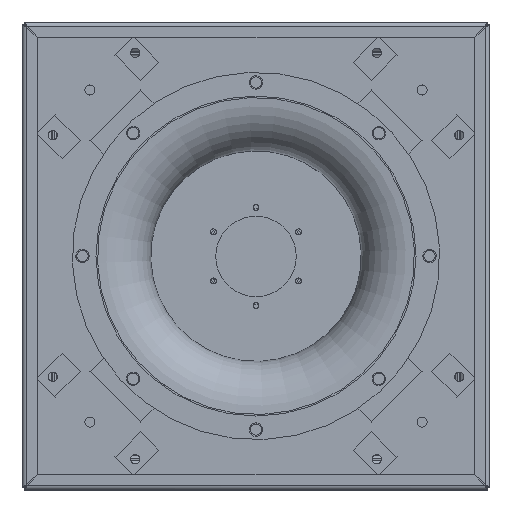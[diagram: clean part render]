
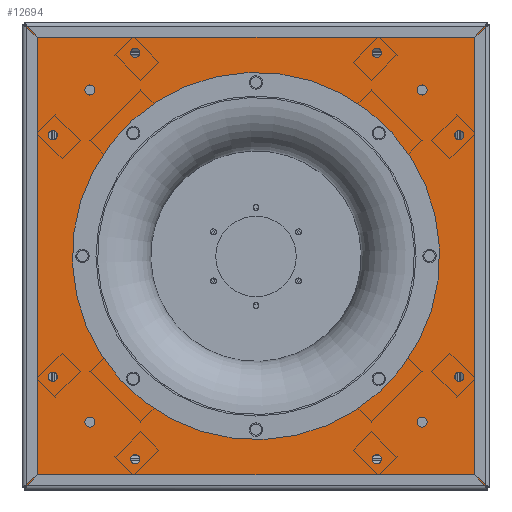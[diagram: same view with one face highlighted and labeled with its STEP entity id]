
A CAD part, top view. The second image highlights one B-rep face of the part: STEP entity #12694.
In plain terms, the highlighted planar face has unit normal (0, 0, 1).
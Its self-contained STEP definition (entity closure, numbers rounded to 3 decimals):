
#12694=ADVANCED_FACE('',(#32409,#32411,#32413,#32415,#32417,#32419,#32421,#32423,
#32425,#32427,#32429,#32431,#32433,#32435),#32437,.T.);
#32409=FACE_BOUND('',#32410,.T.);
#32410=EDGE_LOOP('',(#47552,#47553,#47554,#47555));
#32411=FACE_BOUND('',#32412,.T.);
#32412=EDGE_LOOP('',(#47556));
#32413=FACE_BOUND('',#32414,.T.);
#32414=EDGE_LOOP('',(#47557));
#32415=FACE_BOUND('',#32416,.T.);
#32416=EDGE_LOOP('',(#47558));
#32417=FACE_BOUND('',#32418,.T.);
#32418=EDGE_LOOP('',(#47559));
#32419=FACE_BOUND('',#32420,.T.);
#32420=EDGE_LOOP('',(#47560));
#32421=FACE_BOUND('',#32422,.T.);
#32422=EDGE_LOOP('',(#47561));
#32423=FACE_BOUND('',#32424,.T.);
#32424=EDGE_LOOP('',(#47562));
#32425=FACE_BOUND('',#32426,.T.);
#32426=EDGE_LOOP('',(#47563));
#32427=FACE_BOUND('',#32428,.T.);
#32428=EDGE_LOOP('',(#47564));
#32429=FACE_BOUND('',#32430,.T.);
#32430=EDGE_LOOP('',(#47565));
#32431=FACE_BOUND('',#32432,.T.);
#32432=EDGE_LOOP('',(#47566));
#32433=FACE_BOUND('',#32434,.T.);
#32434=EDGE_LOOP('',(#47567));
#32435=FACE_BOUND('',#32436,.T.);
#32436=EDGE_LOOP('',(#47568));
#32437=PLANE('',#32438);
#32438=AXIS2_PLACEMENT_3D('',#32439,#32440,#32441);
#32439=CARTESIAN_POINT('',(0.,0.,2.));
#32440=DIRECTION('',(0.,0.,1.));
#32441=DIRECTION('',(1.,0.,0.));
#47552=ORIENTED_EDGE('',*,*,#56425,.T.);
#47553=ORIENTED_EDGE('',*,*,#56426,.T.);
#47554=ORIENTED_EDGE('',*,*,#56427,.T.);
#47555=ORIENTED_EDGE('',*,*,#56428,.T.);
#47556=ORIENTED_EDGE('',*,*,#56429,.T.);
#47557=ORIENTED_EDGE('',*,*,#56155,.T.);
#47558=ORIENTED_EDGE('',*,*,#56156,.T.);
#47559=ORIENTED_EDGE('',*,*,#56157,.T.);
#47560=ORIENTED_EDGE('',*,*,#56158,.T.);
#47561=ORIENTED_EDGE('',*,*,#56430,.T.);
#47562=ORIENTED_EDGE('',*,*,#56431,.T.);
#47563=ORIENTED_EDGE('',*,*,#56432,.T.);
#47564=ORIENTED_EDGE('',*,*,#56433,.T.);
#47565=ORIENTED_EDGE('',*,*,#56434,.T.);
#47566=ORIENTED_EDGE('',*,*,#56435,.T.);
#47567=ORIENTED_EDGE('',*,*,#56436,.T.);
#47568=ORIENTED_EDGE('',*,*,#56437,.T.);
#56155=EDGE_CURVE('',#64117,#64117,#64118,.F.);
#56156=EDGE_CURVE('',#64119,#64119,#64120,.F.);
#56157=EDGE_CURVE('',#64121,#64121,#64122,.F.);
#56158=EDGE_CURVE('',#64123,#64123,#64124,.F.);
#56425=EDGE_CURVE('',#64316,#64322,#64544,.T.);
#56426=EDGE_CURVE('',#64322,#64343,#64545,.T.);
#56427=EDGE_CURVE('',#64343,#64338,#64546,.T.);
#56428=EDGE_CURVE('',#64338,#64316,#64547,.T.);
#56429=EDGE_CURVE('',#64548,#64548,#64549,.F.);
#56430=EDGE_CURVE('',#64550,#64550,#64551,.T.);
#56431=EDGE_CURVE('',#64552,#64552,#64553,.T.);
#56432=EDGE_CURVE('',#64554,#64554,#64555,.T.);
#56433=EDGE_CURVE('',#64556,#64556,#64557,.T.);
#56434=EDGE_CURVE('',#64558,#64558,#64559,.T.);
#56435=EDGE_CURVE('',#64560,#64560,#64561,.T.);
#56436=EDGE_CURVE('',#64562,#64562,#64563,.T.);
#56437=EDGE_CURVE('',#64564,#64564,#64565,.T.);
#64117=VERTEX_POINT('',#80715);
#64118=CIRCLE('',#80716,5.);
#64119=VERTEX_POINT('',#80720);
#64120=CIRCLE('',#80721,5.);
#64121=VERTEX_POINT('',#80725);
#64122=CIRCLE('',#80726,5.);
#64123=VERTEX_POINT('',#80730);
#64124=CIRCLE('',#80731,5.);
#64316=VERTEX_POINT('',#81205);
#64322=VERTEX_POINT('',#81218);
#64338=VERTEX_POINT('',#81256);
#64343=VERTEX_POINT('',#81268);
#64544=LINE('',#81769,#81770);
#64545=LINE('',#81772,#81773);
#64546=LINE('',#81775,#81776);
#64547=LINE('',#81778,#81779);
#64548=VERTEX_POINT('',#81781);
#64549=CIRCLE('',#81782,182.5);
#64550=VERTEX_POINT('',#81786);
#64551=CIRCLE('',#81787,4.65);
#64552=VERTEX_POINT('',#81791);
#64553=CIRCLE('',#81792,4.65);
#64554=VERTEX_POINT('',#81796);
#64555=CIRCLE('',#81797,4.65);
#64556=VERTEX_POINT('',#81801);
#64557=CIRCLE('',#81802,4.65);
#64558=VERTEX_POINT('',#81806);
#64559=CIRCLE('',#81807,4.65);
#64560=VERTEX_POINT('',#81811);
#64561=CIRCLE('',#81812,4.65);
#64562=VERTEX_POINT('',#81816);
#64563=CIRCLE('',#81817,4.65);
#64564=VERTEX_POINT('',#81821);
#64565=CIRCLE('',#81822,4.65);
#80715=CARTESIAN_POINT('',(170.,-165.,2.));
#80716=AXIS2_PLACEMENT_3D('',#80717,#80718,#80719);
#80717=CARTESIAN_POINT('',(165.,-165.,2.));
#80718=DIRECTION('',(0.,0.,1.));
#80719=DIRECTION('',(1.,0.,0.));
#80720=CARTESIAN_POINT('',(-160.,-165.,2.));
#80721=AXIS2_PLACEMENT_3D('',#80722,#80723,#80724);
#80722=CARTESIAN_POINT('',(-165.,-165.,2.));
#80723=DIRECTION('',(0.,0.,1.));
#80724=DIRECTION('',(1.,0.,0.));
#80725=CARTESIAN_POINT('',(170.,165.,2.));
#80726=AXIS2_PLACEMENT_3D('',#80727,#80728,#80729);
#80727=CARTESIAN_POINT('',(165.,165.,2.));
#80728=DIRECTION('',(0.,0.,1.));
#80729=DIRECTION('',(1.,0.,0.));
#80730=CARTESIAN_POINT('',(-160.,165.,2.));
#80731=AXIS2_PLACEMENT_3D('',#80732,#80733,#80734);
#80732=CARTESIAN_POINT('',(-165.,165.,2.));
#80733=DIRECTION('',(0.,0.,1.));
#80734=DIRECTION('',(1.,0.,0.));
#81205=CARTESIAN_POINT('',(-228.5,228.5,2.));
#81218=CARTESIAN_POINT('',(-228.5,-228.5,2.));
#81256=CARTESIAN_POINT('',(228.5,228.5,2.));
#81268=CARTESIAN_POINT('',(228.5,-228.5,2.));
#81769=CARTESIAN_POINT('',(-228.5,228.5,2.));
#81770=VECTOR('',#81771,1.);
#81771=DIRECTION('',(0.,-1.,0.));
#81772=CARTESIAN_POINT('',(-228.5,-228.5,2.));
#81773=VECTOR('',#81774,1.);
#81774=DIRECTION('',(1.,0.,0.));
#81775=CARTESIAN_POINT('',(228.5,-228.5,2.));
#81776=VECTOR('',#81777,1.);
#81777=DIRECTION('',(0.,1.,0.));
#81778=CARTESIAN_POINT('',(228.5,228.5,2.));
#81779=VECTOR('',#81780,1.);
#81780=DIRECTION('',(-1.,0.,0.));
#81781=CARTESIAN_POINT('',(-69.84,168.608,2.));
#81782=AXIS2_PLACEMENT_3D('',#81783,#81784,#81785);
#81783=CARTESIAN_POINT('',(0.,0.,2.));
#81784=DIRECTION('',(0.,0.,1.));
#81785=DIRECTION('',(-0.383,0.924,0.));
#81786=CARTESIAN_POINT('',(-206.65,120.,2.));
#81787=AXIS2_PLACEMENT_3D('',#81788,#81789,#81790);
#81788=CARTESIAN_POINT('',(-202.,120.,2.));
#81789=DIRECTION('',(-0.,-0.,-1.));
#81790=DIRECTION('',(-1.,0.,0.));
#81791=CARTESIAN_POINT('',(-124.65,-202.,2.));
#81792=AXIS2_PLACEMENT_3D('',#81793,#81794,#81795);
#81793=CARTESIAN_POINT('',(-120.,-202.,2.));
#81794=DIRECTION('',(-0.,-0.,-1.));
#81795=DIRECTION('',(-1.,0.,0.));
#81796=CARTESIAN_POINT('',(197.35,-120.,2.));
#81797=AXIS2_PLACEMENT_3D('',#81798,#81799,#81800);
#81798=CARTESIAN_POINT('',(202.,-120.,2.));
#81799=DIRECTION('',(-0.,-0.,-1.));
#81800=DIRECTION('',(-1.,0.,0.));
#81801=CARTESIAN_POINT('',(115.35,202.,2.));
#81802=AXIS2_PLACEMENT_3D('',#81803,#81804,#81805);
#81803=CARTESIAN_POINT('',(120.,202.,2.));
#81804=DIRECTION('',(-0.,-0.,-1.));
#81805=DIRECTION('',(-1.,0.,0.));
#81806=CARTESIAN_POINT('',(-124.65,202.,2.));
#81807=AXIS2_PLACEMENT_3D('',#81808,#81809,#81810);
#81808=CARTESIAN_POINT('',(-120.,202.,2.));
#81809=DIRECTION('',(-0.,-0.,-1.));
#81810=DIRECTION('',(-1.,0.,0.));
#81811=CARTESIAN_POINT('',(-206.65,-120.,2.));
#81812=AXIS2_PLACEMENT_3D('',#81813,#81814,#81815);
#81813=CARTESIAN_POINT('',(-202.,-120.,2.));
#81814=DIRECTION('',(-0.,-0.,-1.));
#81815=DIRECTION('',(-1.,0.,0.));
#81816=CARTESIAN_POINT('',(115.35,-202.,2.));
#81817=AXIS2_PLACEMENT_3D('',#81818,#81819,#81820);
#81818=CARTESIAN_POINT('',(120.,-202.,2.));
#81819=DIRECTION('',(-0.,-0.,-1.));
#81820=DIRECTION('',(-1.,0.,0.));
#81821=CARTESIAN_POINT('',(197.35,120.,2.));
#81822=AXIS2_PLACEMENT_3D('',#81823,#81824,#81825);
#81823=CARTESIAN_POINT('',(202.,120.,2.));
#81824=DIRECTION('',(-0.,-0.,-1.));
#81825=DIRECTION('',(-1.,0.,0.));
